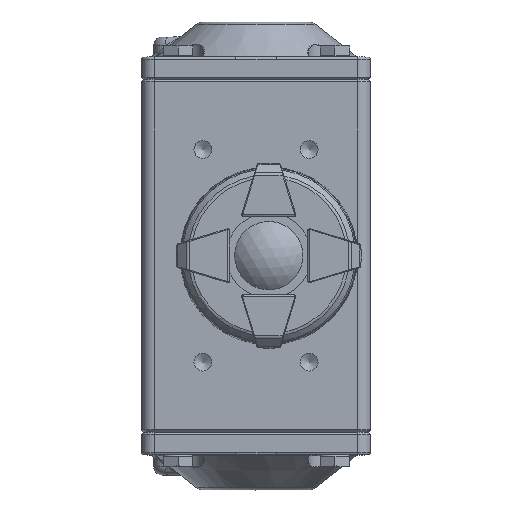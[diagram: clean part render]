
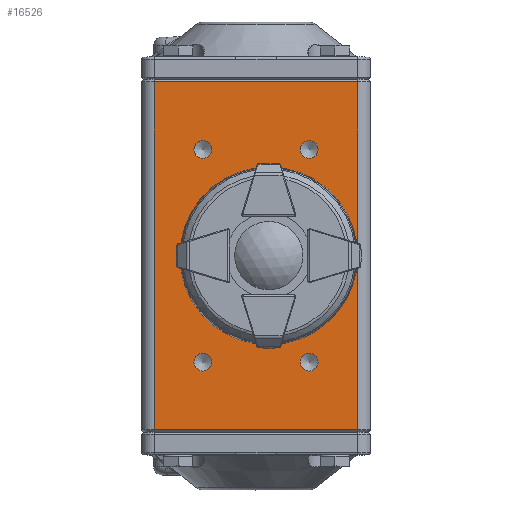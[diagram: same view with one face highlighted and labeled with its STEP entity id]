
A CAD part, top view. The second image highlights one B-rep face of the part: STEP entity #16526.
In plain terms, the highlighted face is planar.
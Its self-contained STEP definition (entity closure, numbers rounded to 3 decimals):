
#1609=LINE('',#26331,#2630);
#1610=LINE('',#26334,#2631);
#1611=LINE('',#26336,#2632);
#1612=LINE('',#26338,#2633);
#2630=VECTOR('',#20583,1000.);
#2631=VECTOR('',#20584,1000.);
#2632=VECTOR('',#20585,1000.);
#2633=VECTOR('',#20586,1000.);
#4794=ORIENTED_EDGE('',*,*,#8527,.F.);
#4795=ORIENTED_EDGE('',*,*,#8528,.T.);
#4796=ORIENTED_EDGE('',*,*,#8529,.T.);
#4797=ORIENTED_EDGE('',*,*,#8530,.T.);
#4798=ORIENTED_EDGE('',*,*,#8392,.F.);
#4799=ORIENTED_EDGE('',*,*,#8394,.F.);
#4800=ORIENTED_EDGE('',*,*,#8396,.F.);
#4801=ORIENTED_EDGE('',*,*,#8398,.F.);
#4802=ORIENTED_EDGE('',*,*,#8362,.F.);
#8362=EDGE_CURVE('',#10336,#10336,#11413,.T.);
#8392=EDGE_CURVE('',#10372,#10372,#11439,.T.);
#8394=EDGE_CURVE('',#10375,#10375,#11441,.T.);
#8396=EDGE_CURVE('',#10378,#10378,#11443,.T.);
#8398=EDGE_CURVE('',#10381,#10381,#11445,.T.);
#8527=EDGE_CURVE('',#10486,#10487,#1609,.T.);
#8528=EDGE_CURVE('',#10486,#10488,#1610,.T.);
#8529=EDGE_CURVE('',#10488,#10489,#1611,.T.);
#8530=EDGE_CURVE('',#10489,#10487,#1612,.T.);
#10336=VERTEX_POINT('',#25704);
#10372=VERTEX_POINT('',#25791);
#10375=VERTEX_POINT('',#25798);
#10378=VERTEX_POINT('',#25805);
#10381=VERTEX_POINT('',#25812);
#10486=VERTEX_POINT('',#26332);
#10487=VERTEX_POINT('',#26333);
#10488=VERTEX_POINT('',#26335);
#10489=VERTEX_POINT('',#26337);
#11413=CIRCLE('',#17694,10.);
#11439=CIRCLE('',#17741,2.1);
#11441=CIRCLE('',#17745,2.1);
#11443=CIRCLE('',#17749,2.1);
#11445=CIRCLE('',#17753,2.1);
#12393=EDGE_LOOP('',(#4794,#4795,#4796,#4797));
#12394=EDGE_LOOP('',(#4798));
#12395=EDGE_LOOP('',(#4799));
#12396=EDGE_LOOP('',(#4800));
#12397=EDGE_LOOP('',(#4801));
#12398=EDGE_LOOP('',(#4802));
#13569=FACE_BOUND('',#12393,.T.);
#13570=FACE_BOUND('',#12394,.T.);
#13571=FACE_BOUND('',#12395,.T.);
#13572=FACE_BOUND('',#12396,.T.);
#13573=FACE_BOUND('',#12397,.T.);
#13574=FACE_BOUND('',#12398,.T.);
#14457=PLANE('',#17846);
#16526=ADVANCED_FACE('',(#13569,#13570,#13571,#13572,#13573,#13574),#14457,
 .F.);
#17694=AXIS2_PLACEMENT_3D('',#25703,#20251,#20252);
#17741=AXIS2_PLACEMENT_3D('',#25790,#20349,#20350);
#17745=AXIS2_PLACEMENT_3D('',#25797,#20357,#20358);
#17749=AXIS2_PLACEMENT_3D('',#25804,#20365,#20366);
#17753=AXIS2_PLACEMENT_3D('',#25811,#20373,#20374);
#17846=AXIS2_PLACEMENT_3D('',#26330,#20581,#20582);
#20251=DIRECTION('',(0.,1.,0.));
#20252=DIRECTION('',(0.,0.,-1.));
#20349=DIRECTION('',(0.,1.,0.));
#20350=DIRECTION('',(0.,0.,1.));
#20357=DIRECTION('',(0.,1.,0.));
#20358=DIRECTION('',(0.,0.,1.));
#20365=DIRECTION('',(0.,1.,0.));
#20366=DIRECTION('',(0.,0.,1.));
#20373=DIRECTION('',(0.,1.,0.));
#20374=DIRECTION('',(0.,0.,1.));
#20581=DIRECTION('',(0.,-1.,0.));
#20582=DIRECTION('',(0.,0.,-1.));
#20583=DIRECTION('',(0.,0.,-1.));
#20584=DIRECTION('',(1.,0.,0.));
#20585=DIRECTION('',(0.,0.,-1.));
#20586=DIRECTION('',(-1.,0.,0.));
#25703=CARTESIAN_POINT('',(0.,23.9,0.));
#25704=CARTESIAN_POINT('',(0.,23.9,-10.));
#25790=CARTESIAN_POINT('',(9.5,23.9,-25.));
#25791=CARTESIAN_POINT('',(9.5,23.9,-22.9));
#25797=CARTESIAN_POINT('',(9.5,23.9,25.));
#25798=CARTESIAN_POINT('',(9.5,23.9,27.1));
#25804=CARTESIAN_POINT('',(-15.5,23.9,-25.));
#25805=CARTESIAN_POINT('',(-15.5,23.9,-22.9));
#25811=CARTESIAN_POINT('',(-15.5,23.9,25.));
#25812=CARTESIAN_POINT('',(-15.5,23.9,27.1));
#26330=CARTESIAN_POINT('',(20.9,23.9,41.5));
#26331=CARTESIAN_POINT('',(-26.9,23.9,41.5));
#26332=CARTESIAN_POINT('',(-26.9,23.9,40.9));
#26333=CARTESIAN_POINT('',(-26.9,23.9,-40.9));
#26334=CARTESIAN_POINT('',(20.9,23.9,40.9));
#26335=CARTESIAN_POINT('',(20.9,23.9,40.9));
#26336=CARTESIAN_POINT('',(20.9,23.9,41.5));
#26337=CARTESIAN_POINT('',(20.9,23.9,-40.9));
#26338=CARTESIAN_POINT('',(20.9,23.9,-40.9));
